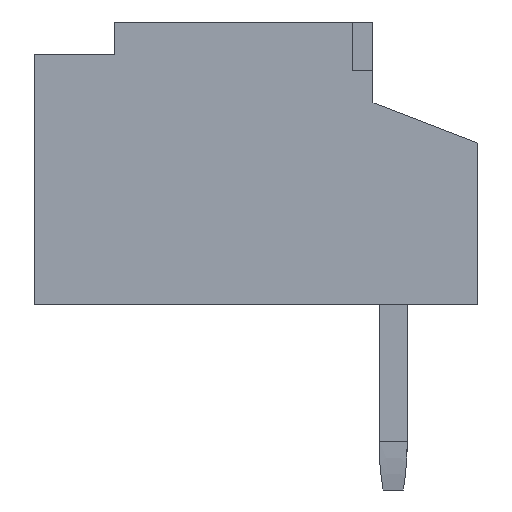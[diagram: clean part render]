
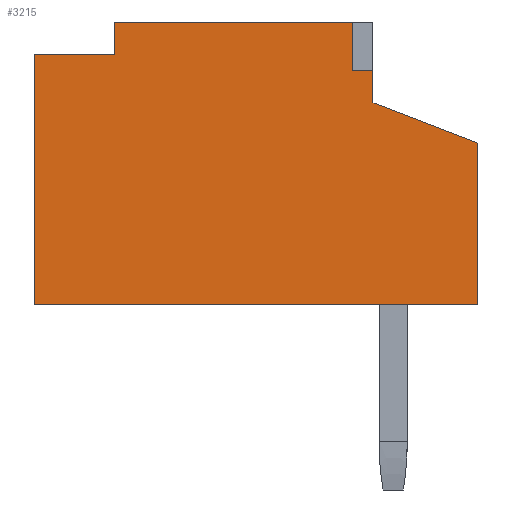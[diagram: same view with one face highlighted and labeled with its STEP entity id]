
A CAD part, left-side view. The second image highlights one B-rep face of the part: STEP entity #3215.
In plain terms, the highlighted planar face has unit normal (-1, 0, 0).
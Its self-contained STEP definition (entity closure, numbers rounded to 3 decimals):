
#173=FACE_OUTER_BOUND('',#347,.T.);
#347=EDGE_LOOP('',(#2157,#2158,#2159,#2160,#2161,#2162,#2163,#2164,#2165,
#2166));
#526=LINE('',#4283,#952);
#535=LINE('',#4301,#961);
#539=LINE('',#4311,#965);
#540=LINE('',#4313,#966);
#541=LINE('',#4315,#967);
#542=LINE('',#4317,#968);
#543=LINE('',#4319,#969);
#544=LINE('',#4321,#970);
#545=LINE('',#4322,#971);
#546=LINE('',#4323,#972);
#952=VECTOR('',#3554,2.);
#961=VECTOR('',#3567,1.393);
#965=VECTOR('',#3575,0.25);
#966=VECTOR('',#3576,0.6);
#967=VECTOR('',#3577,2.95);
#968=VECTOR('',#3578,0.4);
#969=VECTOR('',#3579,1.);
#970=VECTOR('',#3580,3.1);
#971=VECTOR('',#3581,5.5);
#972=VECTOR('',#3582,0.4);
#1377=VERTEX_POINT('',#4279);
#1379=VERTEX_POINT('',#4282);
#1386=VERTEX_POINT('',#4299);
#1389=VERTEX_POINT('',#4309);
#1390=VERTEX_POINT('',#4310);
#1391=VERTEX_POINT('',#4312);
#1392=VERTEX_POINT('',#4314);
#1393=VERTEX_POINT('',#4316);
#1394=VERTEX_POINT('',#4318);
#1395=VERTEX_POINT('',#4320);
#1676=EDGE_CURVE('',#1379,#1377,#526,.T.);
#1685=EDGE_CURVE('',#1377,#1386,#535,.T.);
#1689=EDGE_CURVE('',#1389,#1390,#539,.T.);
#1690=EDGE_CURVE('',#1391,#1390,#540,.T.);
#1691=EDGE_CURVE('',#1391,#1392,#541,.T.);
#1692=EDGE_CURVE('',#1392,#1393,#542,.T.);
#1693=EDGE_CURVE('',#1394,#1393,#543,.T.);
#1694=EDGE_CURVE('',#1395,#1394,#544,.T.);
#1695=EDGE_CURVE('',#1379,#1395,#545,.T.);
#1696=EDGE_CURVE('',#1389,#1386,#546,.T.);
#2157=ORIENTED_EDGE('',*,*,#1689,.T.);
#2158=ORIENTED_EDGE('',*,*,#1690,.F.);
#2159=ORIENTED_EDGE('',*,*,#1691,.T.);
#2160=ORIENTED_EDGE('',*,*,#1692,.T.);
#2161=ORIENTED_EDGE('',*,*,#1693,.F.);
#2162=ORIENTED_EDGE('',*,*,#1694,.F.);
#2163=ORIENTED_EDGE('',*,*,#1695,.F.);
#2164=ORIENTED_EDGE('',*,*,#1676,.T.);
#2165=ORIENTED_EDGE('',*,*,#1685,.T.);
#2166=ORIENTED_EDGE('',*,*,#1696,.F.);
#3077=PLANE('',#3403);
#3215=ADVANCED_FACE('',(#173),#3077,.T.);
#3403=AXIS2_PLACEMENT_3D('',#4308,#3573,#3574);
#3554=DIRECTION('',(0.,0.,1.));
#3567=DIRECTION('',(0.,0.933,0.359));
#3573=DIRECTION('center_axis',(-1.,0.,0.));
#3574=DIRECTION('ref_axis',(0.,0.,1.));
#3575=DIRECTION('',(0.,1.,0.));
#3576=DIRECTION('',(0.,0.,-1.));
#3577=DIRECTION('',(0.,1.,0.));
#3578=DIRECTION('',(0.,0.,-1.));
#3579=DIRECTION('',(0.,-1.,0.));
#3580=DIRECTION('',(0.,0.,1.));
#3581=DIRECTION('',(0.,1.,0.));
#3582=DIRECTION('',(0.,0.,-1.));
#4279=CARTESIAN_POINT('',(-3.375,-4.525,0.1));
#4282=CARTESIAN_POINT('',(-3.375,-4.525,-1.9));
#4283=CARTESIAN_POINT('',(-3.375,-4.525,-1.9));
#4299=CARTESIAN_POINT('',(-3.375,-3.225,0.6));
#4301=CARTESIAN_POINT('',(-3.375,-4.525,0.1));
#4308=CARTESIAN_POINT('Origin',(-3.375,-4.525,-1.9));
#4309=CARTESIAN_POINT('',(-3.375,-3.225,1.));
#4310=CARTESIAN_POINT('',(-3.375,-2.975,1.));
#4311=CARTESIAN_POINT('',(-3.375,-3.225,1.));
#4312=CARTESIAN_POINT('',(-3.375,-2.975,1.6));
#4313=CARTESIAN_POINT('',(-3.375,-2.975,1.6));
#4314=CARTESIAN_POINT('',(-3.375,-0.025,1.6));
#4315=CARTESIAN_POINT('',(-3.375,-2.975,1.6));
#4316=CARTESIAN_POINT('',(-3.375,-0.025,1.2));
#4317=CARTESIAN_POINT('',(-3.375,-0.025,1.6));
#4318=CARTESIAN_POINT('',(-3.375,0.975,1.2));
#4319=CARTESIAN_POINT('',(-3.375,0.975,1.2));
#4320=CARTESIAN_POINT('',(-3.375,0.975,-1.9));
#4321=CARTESIAN_POINT('',(-3.375,0.975,-1.9));
#4322=CARTESIAN_POINT('',(-3.375,-4.525,-1.9));
#4323=CARTESIAN_POINT('',(-3.375,-3.225,1.));
